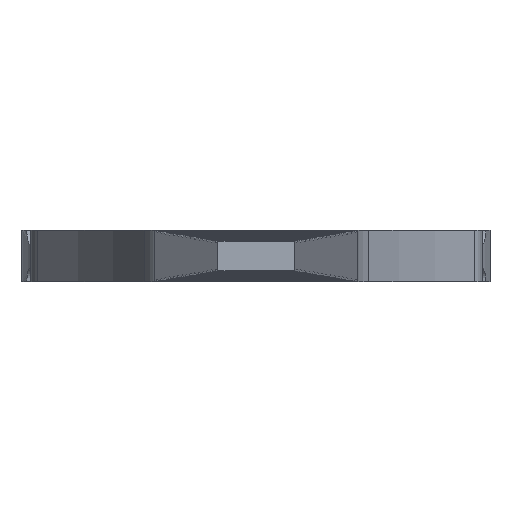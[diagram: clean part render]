
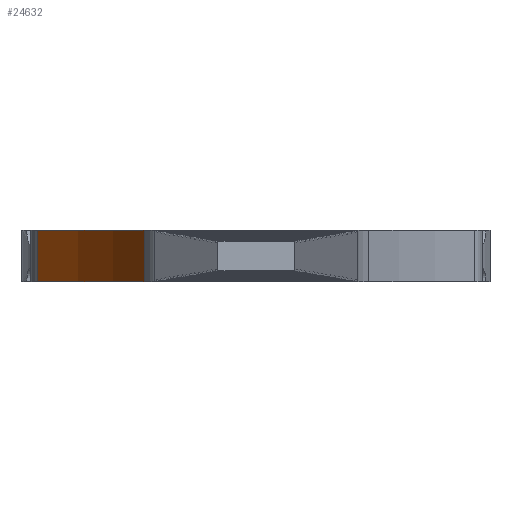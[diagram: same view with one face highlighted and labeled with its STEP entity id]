
A CAD part, front view. The second image highlights one B-rep face of the part: STEP entity #24632.
In plain terms, the highlighted cylindrical face has radius 200 mm (diameter 400 mm), a partial arc.
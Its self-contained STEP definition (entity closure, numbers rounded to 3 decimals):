
#225 = CYLINDRICAL_SURFACE ( 'NONE', #56661, 200. ) ;
#560 = EDGE_CURVE ( 'NONE', #29795, #15587, #18714, .T. ) ;
#1373 = CARTESIAN_POINT ( 'NONE',  ( -209.048, -195.875, 6. ) ) ;
#1650 = CARTESIAN_POINT ( 'NONE',  ( -51.31, -72.918, 6. ) ) ;
#4186 = DIRECTION ( 'NONE',  ( 0., 0., -1. ) ) ;
#5442 = ORIENTED_EDGE ( 'NONE', *, *, #560, .T. ) ;
#6929 = VERTEX_POINT ( 'NONE', #13105 ) ;
#7964 = CARTESIAN_POINT ( 'NONE',  ( -26.355, -114.493, 6. ) ) ;
#9139 = CARTESIAN_POINT ( 'NONE',  ( -209.048, -195.875, -6. ) ) ;
#12410 = DIRECTION ( 'NONE',  ( 0., 0., -1. ) ) ;
#13105 = CARTESIAN_POINT ( 'NONE',  ( -26.355, -114.493, 6. ) ) ;
#13272 = AXIS2_PLACEMENT_3D ( 'NONE', #1373, #29927, #15022 ) ;
#15022 = DIRECTION ( 'NONE',  ( -1., 0., 0. ) ) ;
#15587 = VERTEX_POINT ( 'NONE', #42307 ) ;
#18714 = LINE ( 'NONE', #47145, #60877 ) ;
#20905 = CARTESIAN_POINT ( 'NONE',  ( -26.355, -114.493, -6. ) ) ;
#22139 = DIRECTION ( 'NONE',  ( -1., 0., 0. ) ) ;
#22317 = ORIENTED_EDGE ( 'NONE', *, *, #59706, .F. ) ;
#23260 = AXIS2_PLACEMENT_3D ( 'NONE', #9139, #4186, #51542 ) ;
#23962 = VECTOR ( 'NONE', #45626, 1000. ) ;
#24632 = ADVANCED_FACE ( 'NONE', ( #55704 ), #225, .F. ) ;
#27910 = VERTEX_POINT ( 'NONE', #20905 ) ;
#29795 = VERTEX_POINT ( 'NONE', #1650 ) ;
#29927 = DIRECTION ( 'NONE',  ( 0., 0., -1. ) ) ;
#32199 = EDGE_LOOP ( 'NONE', ( #54772, #22317, #56795, #5442 ) ) ;
#42307 = CARTESIAN_POINT ( 'NONE',  ( -51.31, -72.918, -6. ) ) ;
#44661 = EDGE_CURVE ( 'NONE', #29795, #6929, #59782, .T. ) ;
#45626 = DIRECTION ( 'NONE',  ( 0., 0., -1. ) ) ;
#47145 = CARTESIAN_POINT ( 'NONE',  ( -51.31, -72.918, 6. ) ) ;
#50660 = CARTESIAN_POINT ( 'NONE',  ( -209.048, -195.875, 6. ) ) ;
#50875 = DIRECTION ( 'NONE',  ( 0., 0., -1. ) ) ;
#51542 = DIRECTION ( 'NONE',  ( -1., 0., 0. ) ) ;
#52126 = EDGE_CURVE ( 'NONE', #15587, #27910, #57412, .T. ) ;
#54772 = ORIENTED_EDGE ( 'NONE', *, *, #52126, .T. ) ;
#55704 = FACE_OUTER_BOUND ( 'NONE', #32199, .T. ) ;
#55729 = LINE ( 'NONE', #7964, #23962 ) ;
#56661 = AXIS2_PLACEMENT_3D ( 'NONE', #50660, #12410, #22139 ) ;
#56795 = ORIENTED_EDGE ( 'NONE', *, *, #44661, .F. ) ;
#57412 = CIRCLE ( 'NONE', #23260, 200. ) ;
#59706 = EDGE_CURVE ( 'NONE', #6929, #27910, #55729, .T. ) ;
#59782 = CIRCLE ( 'NONE', #13272, 200. ) ;
#60877 = VECTOR ( 'NONE', #50875, 1000. ) ;
